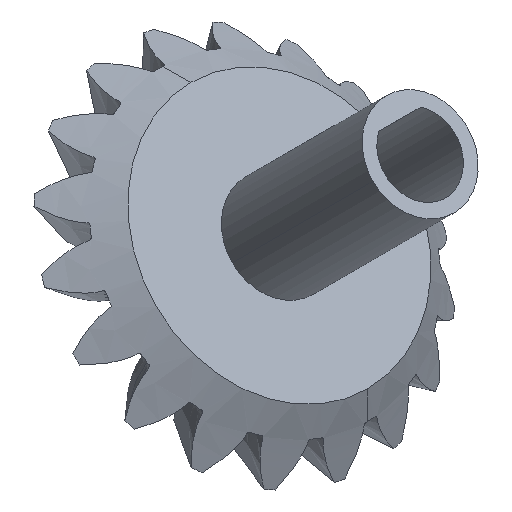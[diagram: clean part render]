
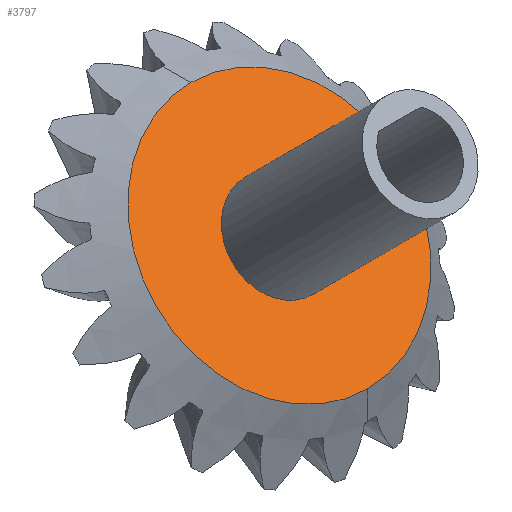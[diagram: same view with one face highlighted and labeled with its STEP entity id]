
A CAD part, isometric view. The second image highlights one B-rep face of the part: STEP entity #3797.
In plain terms, the highlighted planar face has unit normal (0.022, -0.707, 0.707).
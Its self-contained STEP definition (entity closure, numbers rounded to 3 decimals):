
#1582=CARTESIAN_POINT('',(-0.196,6.184,
-6.187));
#1583=DIRECTION('',(0.022,-0.707,0.707));
#1584=DIRECTION('',(0.,-0.707,-0.707));
#1585=AXIS2_PLACEMENT_3D('',#1582,#1583,#1584);
#1587=CARTESIAN_POINT('',(-0.196,6.184,
-6.187));
#1588=DIRECTION('',(0.022,-0.707,0.707));
#1589=DIRECTION('',(0.,0.707,0.707));
#1590=AXIS2_PLACEMENT_3D('',#1587,#1588,#1589);
#1592=CARTESIAN_POINT('',(-0.196,6.184,
-6.187));
#1593=DIRECTION('',(0.022,-0.707,0.707));
#1594=DIRECTION('',(1.,0.016,-0.016));
#1595=AXIS2_PLACEMENT_3D('',#1592,#1593,#1594);
#1597=CARTESIAN_POINT('',(-0.196,6.184,
-6.187));
#1598=DIRECTION('',(0.022,-0.707,0.707));
#1599=DIRECTION('',(-1.,-0.016,0.016));
#1600=AXIS2_PLACEMENT_3D('',#1597,#1598,#1599);
#3625=CARTESIAN_POINT('',(-0.196,12.373,
-0.002));
#3627=VERTEX_POINT('',#3625);
#3629=CARTESIAN_POINT('',(-0.196,-0.005,
-12.373));
#3631=VERTEX_POINT('',#3629);
#3645=CARTESIAN_POINT('',(3.153,6.237,-6.24));
#3646=CARTESIAN_POINT('',(-3.546,6.131,
-6.134));
#3647=VERTEX_POINT('',#3645);
#3648=VERTEX_POINT('',#3646);
#3781=CARTESIAN_POINT('',(-0.393,12.368,0.));
#3782=DIRECTION('',(-0.022,0.707,-0.707));
#3783=DIRECTION('',(0.,0.707,0.707));
#3784=AXIS2_PLACEMENT_3D('',#3781,#3782,#3783);
#3785=PLANE('',#3784);
#3787=ORIENTED_EDGE('',*,*,#3786,.F.);
#3788=ORIENTED_EDGE('',*,*,#3736,.F.);
#3789=EDGE_LOOP('',(#3787,#3788));
#3790=FACE_OUTER_BOUND('',#3789,.F.);
#3792=ORIENTED_EDGE('',*,*,#3791,.T.);
#3794=ORIENTED_EDGE('',*,*,#3793,.T.);
#3795=EDGE_LOOP('',(#3792,#3794));
#3796=FACE_BOUND('',#3795,.F.);
#3797=ADVANCED_FACE('',(#3790,#3796),#3785,.F.);
#1586=CIRCLE('',#1585,8.75);
#1591=CIRCLE('',#1590,8.75);
#1596=CIRCLE('',#1595,3.35);
#1601=CIRCLE('',#1600,3.35);
#3736=EDGE_CURVE('',#3627,#3631,#1591,.T.);
#3786=EDGE_CURVE('',#3631,#3627,#1586,.T.);
#3791=EDGE_CURVE('',#3647,#3648,#1596,.T.);
#3793=EDGE_CURVE('',#3648,#3647,#1601,.T.);
